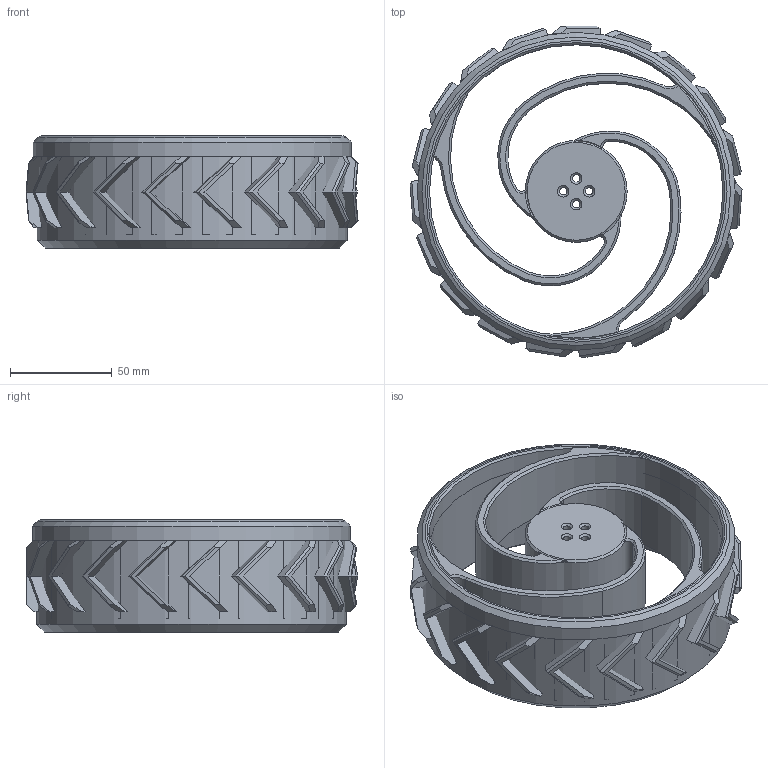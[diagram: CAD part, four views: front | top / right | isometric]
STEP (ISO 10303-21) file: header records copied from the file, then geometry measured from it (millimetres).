
FILE_DESCRIPTION(('FreeCAD Model'),'2;1');
FILE_NAME( 'WheelRight.step' ,'2015-10-22T03:37:15',('Author'),(''), 'Open CASCADE STEP processor 6.8','FreeCAD','Unknown');
FILE_SCHEMA(('AUTOMOTIVE_DESIGN_CC2 { 1 2 10303 214 -1 1 5 4 }'));
Length unit declared in the file: millimetre
Products named in the file (5): Chamfer007; Chamfer006; Chamfer005; Chamfer001; TreadArray001
Bounding box: 162.91 x 162.57 x 55 mm (x, y, z)
Volume: 246044.6 mm3; surface area: 149389.9 mm2
Topology: 25 solids, 25 shells, 501 faces, 1256 edges, 769 vertices
Faces by surface type: plane 432, cylinder 35, cone 34
Full cylindrical faces by diameter (mm): 3.6 x4, 18 x1, 36 x1, 50 x1, 144 x2, 152 x1, 156 x1
Entity records: 31434 total; most frequent: CARTESIAN_POINT 5647, DIRECTION 4758, LINE 3514, VECTOR 3514, ORIENTED_EDGE 2512, PCURVE 2512, DEFINITIONAL_REPRESENTATION 2512, EDGE_CURVE 1256
